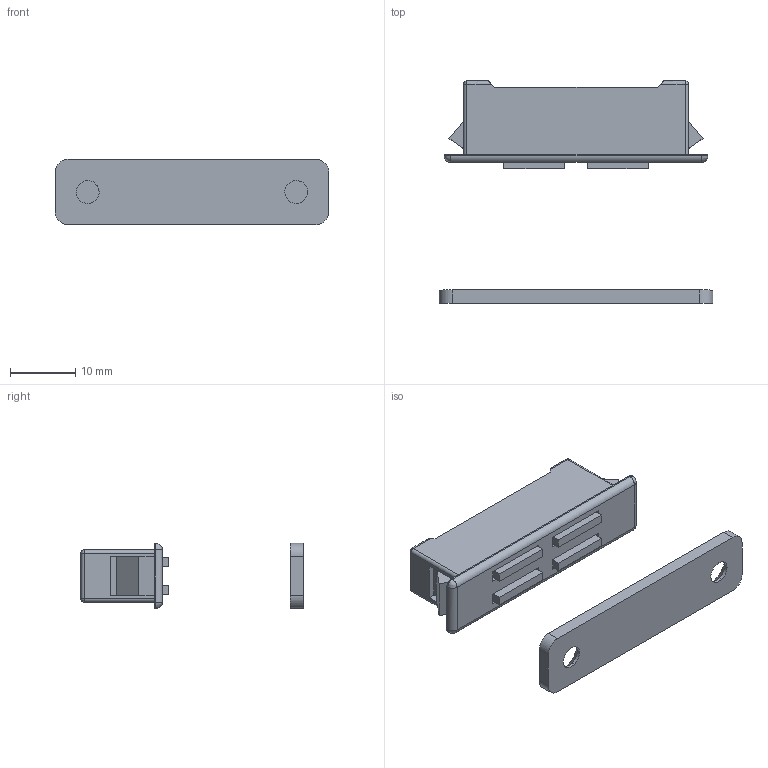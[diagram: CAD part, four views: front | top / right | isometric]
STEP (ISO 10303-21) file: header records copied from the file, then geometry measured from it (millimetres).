
FILE_DESCRIPTION((''),'2;1');
FILE_NAME('','2005-07-15T15:36:19',(''),(''),'','CADfix','');
FILE_SCHEMA(('AUTOMOTIVE_DESIGN'));
Length unit declared in the file: millimetre
Products named in the file (5): attachment; keeper; housing; claw; TL_238_2_30560_36
Assembly tree (5 placements, depth 2):
  TL_238_2_30560_36
    attachment  x2
    keeper
    housing
    claw
Bounding box: 42 x 34.1 x 10 mm (x, y, z)
Volume: 3195 mm3; surface area: 5423 mm2
Topology: 5 solids, 5 shells, 116 faces, 322 edges, 210 vertices
Faces by surface type: bspline 116
Entity records: 3403 total; most frequent: CARTESIAN_POINT 1535, ORIENTED_EDGE 596, EDGE_CURVE 298, QUASI_UNIFORM_CURVE 228, VERTEX_POINT 194, EDGE_LOOP 116, FACE_OUTER_BOUND 106, ADVANCED_FACE 106
